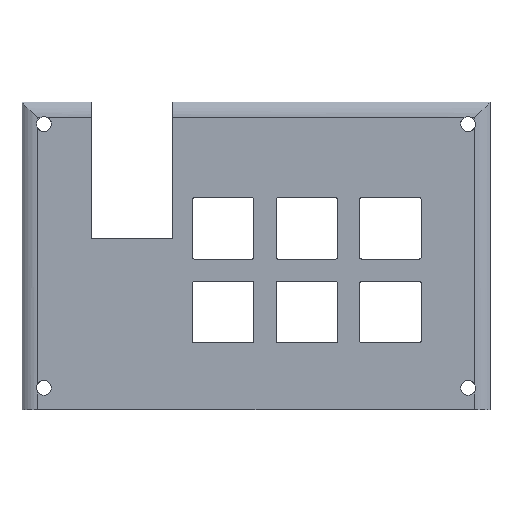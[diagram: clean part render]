
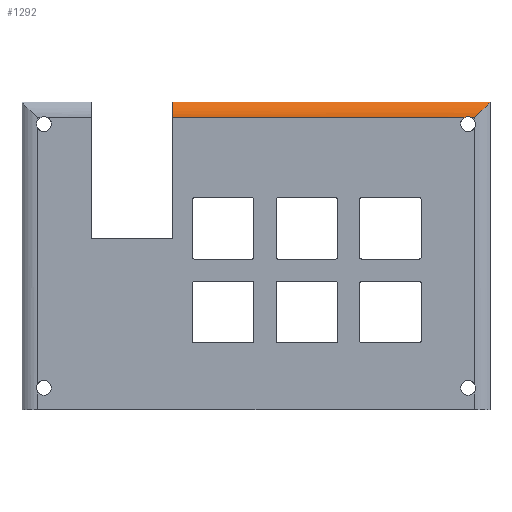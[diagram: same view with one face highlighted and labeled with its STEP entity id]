
A CAD part, top view. The second image highlights one B-rep face of the part: STEP entity #1292.
In plain terms, the highlighted cylindrical face has radius 5 mm (diameter 10 mm), a partial arc.
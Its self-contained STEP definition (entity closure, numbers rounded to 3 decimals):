
#68=FACE_OUTER_BOUND('',#132,.T.);
#132=EDGE_LOOP('',(#886,#887,#888,#889,#890,#891));
#208=ELLIPSE('',#1377,7.071,5.);
#214=B_SPLINE_CURVE_WITH_KNOTS('',3,(#1963,#1964,#1965,#1966,#1967,#1968,
#1969,#1970,#1971,#1972),.UNSPECIFIED.,.F.,.F.,(4,2,2,2,4),(0.438,
0.466,0.531,0.595,0.623),
 .UNSPECIFIED.);
#229=LINE('',#1961,#353);
#230=LINE('',#1974,#354);
#231=LINE('',#1977,#355);
#353=VECTOR('',#1533,5.);
#354=VECTOR('',#1534,5.);
#355=VECTOR('',#1537,10.);
#469=CIRCLE('',#1376,5.);
#547=VERTEX_POINT('',#1957);
#548=VERTEX_POINT('',#1958);
#549=VERTEX_POINT('',#1960);
#550=VERTEX_POINT('',#1962);
#551=VERTEX_POINT('',#1973);
#552=VERTEX_POINT('',#1975);
#683=EDGE_CURVE('',#547,#548,#469,.T.);
#684=EDGE_CURVE('',#548,#549,#229,.T.);
#685=EDGE_CURVE('',#549,#550,#214,.T.);
#686=EDGE_CURVE('',#550,#551,#230,.T.);
#687=EDGE_CURVE('',#551,#552,#208,.T.);
#688=EDGE_CURVE('',#547,#552,#231,.T.);
#886=ORIENTED_EDGE('',*,*,#683,.T.);
#887=ORIENTED_EDGE('',*,*,#684,.T.);
#888=ORIENTED_EDGE('',*,*,#685,.T.);
#889=ORIENTED_EDGE('',*,*,#686,.T.);
#890=ORIENTED_EDGE('',*,*,#687,.T.);
#891=ORIENTED_EDGE('',*,*,#688,.F.);
#1257=CYLINDRICAL_SURFACE('',#1375,5.);
#1292=ADVANCED_FACE('',(#68),#1257,.T.);
#1375=AXIS2_PLACEMENT_3D('',#1956,#1529,#1530);
#1376=AXIS2_PLACEMENT_3D('',#1959,#1531,#1532);
#1377=AXIS2_PLACEMENT_3D('',#1976,#1535,#1536);
#1529=DIRECTION('center_axis',(1.,0.,0.));
#1530=DIRECTION('ref_axis',(0.,0.714,0.7));
#1531=DIRECTION('center_axis',(1.,0.,0.));
#1532=DIRECTION('ref_axis',(0.,0.714,0.7));
#1533=DIRECTION('',(1.,0.,0.));
#1534=DIRECTION('',(1.,0.,0.));
#1535=DIRECTION('center_axis',(-0.707,0.707,0.));
#1536=DIRECTION('ref_axis',(-0.707,-0.707,0.));
#1537=DIRECTION('',(1.,0.,0.));
#1956=CARTESIAN_POINT('Origin',(-36.26,15.644,-3.5));
#1957=CARTESIAN_POINT('',(-1.96,19.215,0.));
#1958=CARTESIAN_POINT('',(-1.96,15.644,1.5));
#1959=CARTESIAN_POINT('Origin',(-1.96,15.644,-3.5));
#1960=CARTESIAN_POINT('',(64.37,15.644,1.5));
#1961=CARTESIAN_POINT('',(-36.26,15.644,1.5));
#1962=CARTESIAN_POINT('',(66.21,15.644,1.5));
#1963=CARTESIAN_POINT('Ctrl Pts',(64.37,15.644,1.5));
#1964=CARTESIAN_POINT('Ctrl Pts',(64.454,15.699,1.5));
#1965=CARTESIAN_POINT('Ctrl Pts',(64.544,15.746,1.499));
#1966=CARTESIAN_POINT('Ctrl Pts',(64.848,15.872,1.496));
#1967=CARTESIAN_POINT('Ctrl Pts',(65.076,15.915,1.493));
#1968=CARTESIAN_POINT('Ctrl Pts',(65.504,15.915,1.493));
#1969=CARTESIAN_POINT('Ctrl Pts',(65.732,15.872,1.496));
#1970=CARTESIAN_POINT('Ctrl Pts',(66.036,15.746,1.499));
#1971=CARTESIAN_POINT('Ctrl Pts',(66.126,15.699,1.5));
#1972=CARTESIAN_POINT('Ctrl Pts',(66.21,15.644,1.5));
#1973=CARTESIAN_POINT('',(66.719,15.644,1.5));
#1974=CARTESIAN_POINT('',(-36.26,15.644,1.5));
#1975=CARTESIAN_POINT('',(70.29,19.215,0.));
#1976=CARTESIAN_POINT('Origin',(66.719,15.644,-3.5));
#1977=CARTESIAN_POINT('',(-36.26,19.215,0.));
